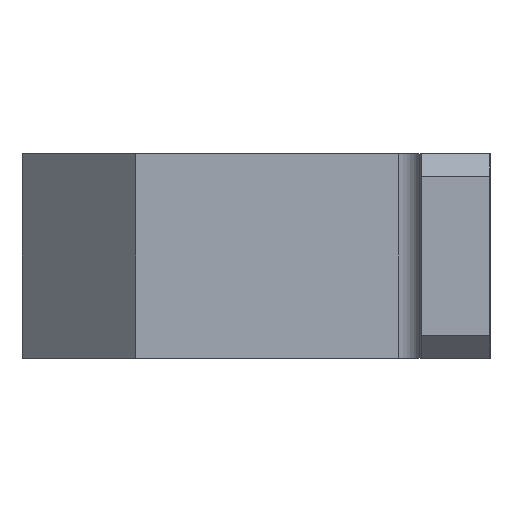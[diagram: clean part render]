
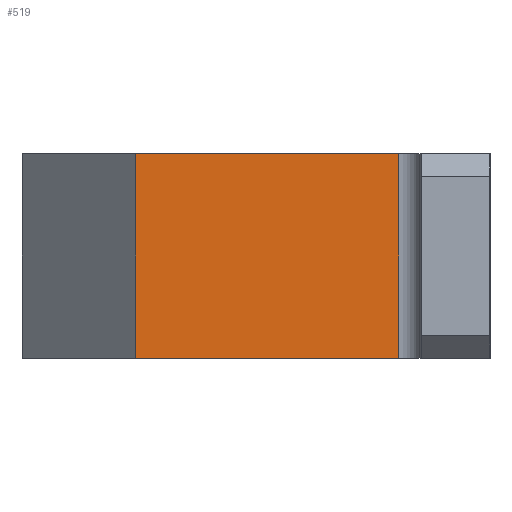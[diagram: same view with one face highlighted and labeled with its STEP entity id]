
A CAD part, left-side view. The second image highlights one B-rep face of the part: STEP entity #519.
In plain terms, the highlighted planar face has unit normal (-1, 0, 0).
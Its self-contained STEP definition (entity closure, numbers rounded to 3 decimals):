
#152=FACE_OUTER_BOUND('',#179,.T.);
#179=EDGE_LOOP('',(#473,#474,#475,#476));
#187=LINE('',#757,#234);
#209=LINE('',#809,#256);
#221=LINE('',#841,#268);
#227=LINE('',#854,#274);
#234=VECTOR('',#607,10.);
#256=VECTOR('',#643,10.);
#268=VECTOR('',#679,10.);
#274=VECTOR('',#699,10.);
#281=VERTEX_POINT('',#754);
#282=VERTEX_POINT('',#756);
#304=VERTEX_POINT('',#806);
#305=VERTEX_POINT('',#808);
#320=EDGE_CURVE('',#281,#282,#187,.T.);
#346=EDGE_CURVE('',#304,#305,#209,.T.);
#363=EDGE_CURVE('',#305,#281,#221,.T.);
#369=EDGE_CURVE('',#282,#304,#227,.T.);
#473=ORIENTED_EDGE('',*,*,#363,.F.);
#474=ORIENTED_EDGE('',*,*,#346,.F.);
#475=ORIENTED_EDGE('',*,*,#369,.F.);
#476=ORIENTED_EDGE('',*,*,#320,.F.);
#498=PLANE('',#573);
#519=ADVANCED_FACE('',(#152),#498,.T.);
#573=AXIS2_PLACEMENT_3D('',#853,#697,#698);
#607=DIRECTION('',(0.,1.,0.));
#643=DIRECTION('',(0.,-1.,0.));
#679=DIRECTION('',(0.,0.,-1.));
#697=DIRECTION('center_axis',(-1.,0.,0.));
#698=DIRECTION('ref_axis',(0.,-1.,0.));
#699=DIRECTION('',(0.,0.,1.));
#754=CARTESIAN_POINT('',(-25.,-7.55,-9.));
#756=CARTESIAN_POINT('',(-25.,15.55,-9.));
#757=CARTESIAN_POINT('',(-25.,15.55,-9.));
#806=CARTESIAN_POINT('',(-25.,15.55,9.));
#808=CARTESIAN_POINT('',(-25.,-7.55,9.));
#809=CARTESIAN_POINT('',(-25.,15.55,9.));
#841=CARTESIAN_POINT('',(-25.,-7.55,4.5));
#853=CARTESIAN_POINT('Origin',(-25.,15.55,0.));
#854=CARTESIAN_POINT('',(-25.,15.55,0.));
